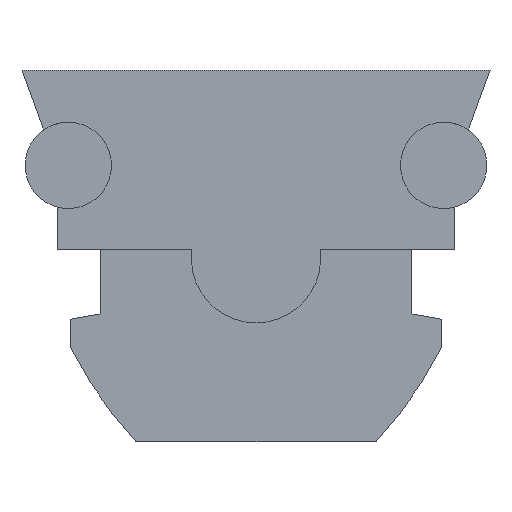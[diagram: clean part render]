
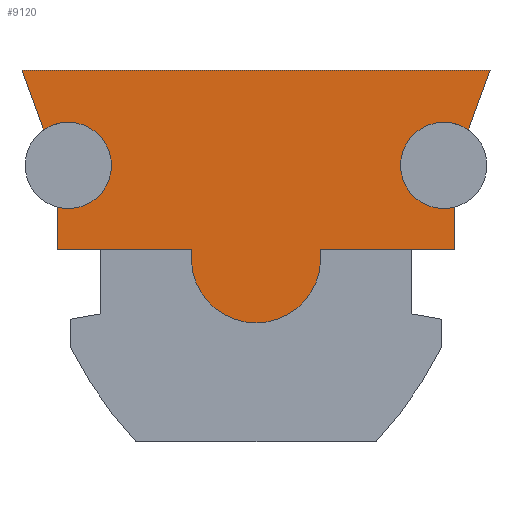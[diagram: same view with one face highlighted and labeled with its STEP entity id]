
A CAD part, left-side view. The second image highlights one B-rep face of the part: STEP entity #9120.
In plain terms, the highlighted face is planar.
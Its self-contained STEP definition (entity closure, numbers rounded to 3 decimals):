
#2480=CARTESIAN_POINT('',(13.082,-12.618,52.845));
#2490=VERTEX_POINT('',#2480);
#2520=CARTESIAN_POINT('',(13.082,-12.46,52.845));
#2530=DIRECTION('',(0.,-1.,0.));
#2540=VECTOR('',#2530,1.);
#2550=LINE('',#2520,#2540);
#2560=CARTESIAN_POINT('',(13.082,-13.6,52.845));
#2570=VERTEX_POINT('',#2560);
#2580=EDGE_CURVE('',#2490,#2570,#2550,.T.);
#3260=CARTESIAN_POINT('',(12.76,-10.83,52.845));
#3270=VERTEX_POINT('',#3260);
#3420=CARTESIAN_POINT('',(12.258,-9.45,52.845));
#3430=VERTEX_POINT('',#3420);
#3460=CARTESIAN_POINT('',(13.354,-12.46,52.845));
#3470=DIRECTION('',(0.342,-0.94,
0.));
#3480=VECTOR('',#3470,1.);
#3490=LINE('',#3460,#3480);
#3500=EDGE_CURVE('',#3430,#3270,#3490,.T.);
#3730=CARTESIAN_POINT('',(22.282,-13.6,52.845));
#3740=VERTEX_POINT('',#3730);
#3960=CARTESIAN_POINT('',(19.169,-13.6,52.845));
#3970=VERTEX_POINT('',#3960);
#4000=CARTESIAN_POINT('',(17.143,-13.6,52.845));
#4010=DIRECTION('',(1.,0.,0.));
#4020=VECTOR('',#4010,1.);
#4030=LINE('',#4000,#4020);
#4040=EDGE_CURVE('',#3970,#3740,#4030,.T.);
#6380=CARTESIAN_POINT('',(17.143,-13.6,52.845));
#6390=DIRECTION('',(-1.,0.,0.));
#6400=VECTOR('',#6390,1.);
#6410=LINE('',#6380,#6400);
#6420=CARTESIAN_POINT('',(16.196,-13.6,52.845));
#6430=VERTEX_POINT('',#6420);
#6440=EDGE_CURVE('',#6430,#2570,#6410,.T.);
#7660=CARTESIAN_POINT('',(13.332,-10.65,52.845));
#7670=VERTEX_POINT('',#7660);
#7700=CARTESIAN_POINT('',(13.332,-11.65,52.845));
#7710=DIRECTION('',(0.,0.,1.));
#7720=DIRECTION('',(0.,-1.,0.));
#7730=AXIS2_PLACEMENT_3D('',#7700,#7710,#7720);
#7740=CIRCLE('',#7730,1.);
#7750=CARTESIAN_POINT('',(13.332,-12.65,52.845));
#7760=VERTEX_POINT('',#7750);
#7770=EDGE_CURVE('',#7760,#7670,#7740,.T.);
#8500=CARTESIAN_POINT('',(11.173,-9.94,52.845));
#8510=DIRECTION('',(0.,0.,-1.));
#8520=DIRECTION('',(0.,-1.,0.));
#8530=AXIS2_PLACEMENT_3D('',#8500,#8510,#8520);
#8540=PLANE('',#8530);
#8550=CARTESIAN_POINT('',(22.011,-12.46,52.845));
#8560=DIRECTION('',(0.342,0.94,
0.));
#8570=VECTOR('',#8560,1.);
#8580=LINE('',#8550,#8570);
#8590=CARTESIAN_POINT('',(22.604,-10.83,52.845));
#8600=VERTEX_POINT('',#8590);
#8610=CARTESIAN_POINT('',(23.106,-9.45,52.845));
#8620=VERTEX_POINT('',#8610);
#8630=EDGE_CURVE('',#8600,#8620,#8580,.T.);
#8640=ORIENTED_EDGE('',*,*,#8630,.T.);
#8650=CARTESIAN_POINT('',(22.032,-11.65,52.845));
#8660=DIRECTION('',(0.,0.,-1.));
#8670=DIRECTION('',(0.,-1.,0.));
#8680=AXIS2_PLACEMENT_3D('',#8650,#8660,#8670);
#8690=CIRCLE('',#8680,1.);
#8700=CARTESIAN_POINT('',(22.032,-10.65,52.845));
#8710=VERTEX_POINT('',#8700);
#8720=EDGE_CURVE('',#8710,#8600,#8690,.T.);
#8730=ORIENTED_EDGE('',*,*,#8720,.T.);
#8740=CARTESIAN_POINT('',(22.032,-12.65,52.845));
#8750=VERTEX_POINT('',#8740);
#8760=EDGE_CURVE('',#8750,#8710,#8690,.T.);
#8770=ORIENTED_EDGE('',*,*,#8760,.T.);
#8780=CARTESIAN_POINT('',(22.282,-12.618,52.845));
#8790=VERTEX_POINT('',#8780);
#8800=EDGE_CURVE('',#8790,#8750,#8690,.T.);
#8810=ORIENTED_EDGE('',*,*,#8800,.T.);
#8820=CARTESIAN_POINT('',(22.282,-12.46,52.845));
#8830=DIRECTION('',(0.,-1.,0.));
#8840=VECTOR('',#8830,1.);
#8850=LINE('',#8820,#8840);
#8860=EDGE_CURVE('',#8790,#3740,#8850,.T.);
#8870=ORIENTED_EDGE('',*,*,#8860,.F.);
#8880=ORIENTED_EDGE('',*,*,#4040,.T.);
#8890=CARTESIAN_POINT('',(17.682,-13.8,52.845));
#8900=DIRECTION('',(0.,0.,-1.));
#8910=DIRECTION('',(-1.,0.,0.));
#8920=AXIS2_PLACEMENT_3D('',#8890,#8900,#8910);
#8930=CIRCLE('',#8920,1.5);
#8940=EDGE_CURVE('',#3970,#6430,#8930,.T.);
#8950=ORIENTED_EDGE('',*,*,#8940,.F.);
#8960=ORIENTED_EDGE('',*,*,#6440,.F.);
#8970=ORIENTED_EDGE('',*,*,#2580,.T.);
#8980=EDGE_CURVE('',#2490,#7760,#7740,.T.);
#8990=ORIENTED_EDGE('',*,*,#8980,.F.);
#9000=ORIENTED_EDGE('',*,*,#7770,.F.);
#9010=EDGE_CURVE('',#7670,#3270,#7740,.T.);
#9020=ORIENTED_EDGE('',*,*,#9010,.F.);
#9030=ORIENTED_EDGE('',*,*,#3500,.T.);
#9040=CARTESIAN_POINT('',(17.143,-9.45,52.845));
#9050=DIRECTION('',(-1.,0.,0.));
#9060=VECTOR('',#9050,1.);
#9070=LINE('',#9040,#9060);
#9080=EDGE_CURVE('',#8620,#3430,#9070,.T.);
#9090=ORIENTED_EDGE('',*,*,#9080,.T.);
#9100=EDGE_LOOP('',(#9090,#9030,#9020,#9000,#8990,#8970,#8960,#8950,
#8880,#8870,#8810,#8770,#8730,#8640));
#9110=FACE_OUTER_BOUND('',#9100,.T.);
#9120=ADVANCED_FACE('',(#9110),#8540,.F.);
